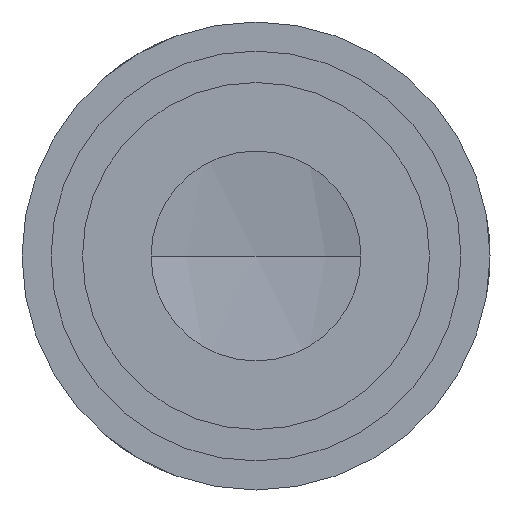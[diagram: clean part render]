
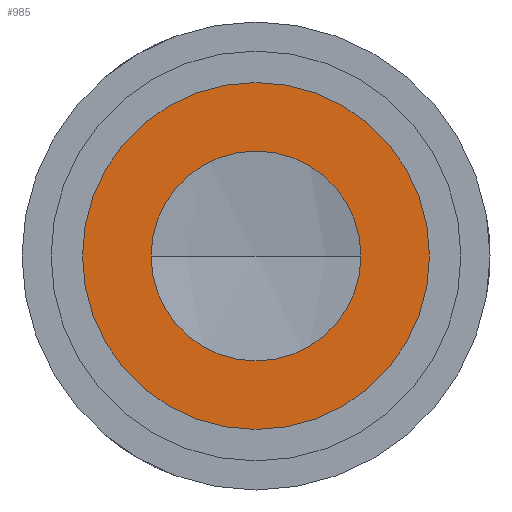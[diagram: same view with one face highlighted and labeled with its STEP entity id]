
A CAD part, front view. The second image highlights one B-rep face of the part: STEP entity #985.
In plain terms, the highlighted planar face has unit normal (0, -1, 0).
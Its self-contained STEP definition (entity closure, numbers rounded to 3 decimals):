
#22 = ORIENTED_EDGE ( 'NONE', *, *, #1430, .T. ) ;
#75 = CARTESIAN_POINT ( 'NONE',  ( -6.5, -104.288, 0. ) ) ;
#155 = EDGE_CURVE ( 'NONE', #1802, #814, #272, .T. ) ;
#156 = VERTEX_POINT ( 'NONE', #1263 ) ;
#167 = CARTESIAN_POINT ( 'NONE',  ( -11.5, -104.288, 0. ) ) ;
#178 = DIRECTION ( 'NONE',  ( 0., 1., 0. ) ) ;
#239 = FACE_OUTER_BOUND ( 'NONE', #302, .T. ) ;
#272 = CIRCLE ( 'NONE', #1305, 6.5 ) ;
#294 = DIRECTION ( 'NONE',  ( 0., 1., 0. ) ) ;
#302 = EDGE_LOOP ( 'NONE', ( #1705, #1845 ) ) ;
#363 = PLANE ( 'NONE',  #1334 ) ;
#368 = CIRCLE ( 'NONE', #1454, 11.5 ) ;
#400 = VERTEX_POINT ( 'NONE', #167 ) ;
#412 = DIRECTION ( 'NONE',  ( 0., 1., 0. ) ) ;
#413 = DIRECTION ( 'NONE',  ( -1., 0., 0. ) ) ;
#498 = CARTESIAN_POINT ( 'NONE',  ( 0., -104.288, 0. ) ) ;
#500 = CARTESIAN_POINT ( 'NONE',  ( 0., -104.288, 0. ) ) ;
#513 = ORIENTED_EDGE ( 'NONE', *, *, #155, .T. ) ;
#524 = CIRCLE ( 'NONE', #1073, 6.5 ) ;
#542 = CARTESIAN_POINT ( 'NONE',  ( 6.5, -104.288, 0. ) ) ;
#580 = CIRCLE ( 'NONE', #1814, 11.5 ) ;
#709 = DIRECTION ( 'NONE',  ( 1., 0., 0. ) ) ;
#731 = EDGE_LOOP ( 'NONE', ( #22, #513 ) ) ;
#739 = CARTESIAN_POINT ( 'NONE',  ( 0., -104.288, 0. ) ) ;
#783 = DIRECTION ( 'NONE',  ( 0., 1., 0. ) ) ;
#814 = VERTEX_POINT ( 'NONE', #75 ) ;
#821 = DIRECTION ( 'NONE',  ( -1., 0., 0. ) ) ;
#827 = DIRECTION ( 'NONE',  ( 0., -1., 0. ) ) ;
#985 = ADVANCED_FACE ( 'NONE', ( #1543, #239 ), #363, .T. ) ;
#1073 = AXIS2_PLACEMENT_3D ( 'NONE', #498, #178, #1510 ) ;
#1214 = CARTESIAN_POINT ( 'NONE',  ( 0., -104.288, 0. ) ) ;
#1263 = CARTESIAN_POINT ( 'NONE',  ( 11.5, -104.288, 0. ) ) ;
#1305 = AXIS2_PLACEMENT_3D ( 'NONE', #1214, #294, #1442 ) ;
#1334 = AXIS2_PLACEMENT_3D ( 'NONE', #1645, #827, #709 ) ;
#1430 = EDGE_CURVE ( 'NONE', #814, #1802, #524, .T. ) ;
#1442 = DIRECTION ( 'NONE',  ( -1., 0., 0. ) ) ;
#1454 = AXIS2_PLACEMENT_3D ( 'NONE', #500, #412, #413 ) ;
#1493 = EDGE_CURVE ( 'NONE', #156, #400, #368, .T. ) ;
#1510 = DIRECTION ( 'NONE',  ( -1., 0., 0. ) ) ;
#1543 = FACE_BOUND ( 'NONE', #731, .T. ) ;
#1613 = EDGE_CURVE ( 'NONE', #400, #156, #580, .T. ) ;
#1645 = CARTESIAN_POINT ( 'NONE',  ( -11.5, -104.288, 0. ) ) ;
#1705 = ORIENTED_EDGE ( 'NONE', *, *, #1613, .F. ) ;
#1802 = VERTEX_POINT ( 'NONE', #542 ) ;
#1814 = AXIS2_PLACEMENT_3D ( 'NONE', #739, #783, #821 ) ;
#1845 = ORIENTED_EDGE ( 'NONE', *, *, #1493, .F. ) ;
